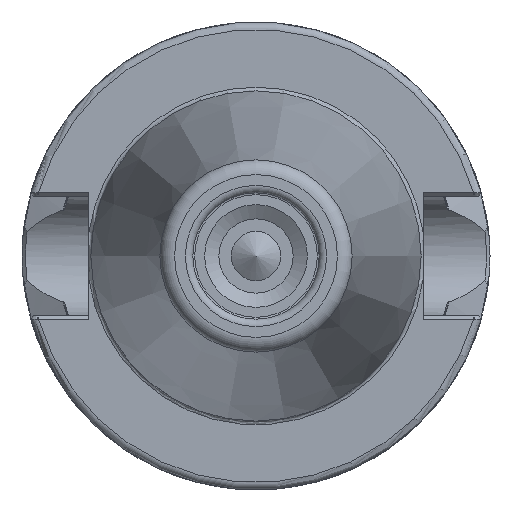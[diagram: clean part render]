
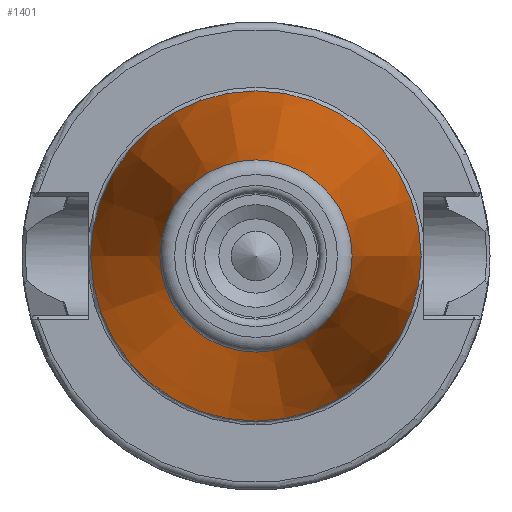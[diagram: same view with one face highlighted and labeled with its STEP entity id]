
A CAD part, left-side view. The second image highlights one B-rep face of the part: STEP entity #1401.
In plain terms, the highlighted conical face has half-angle 8.297 degrees and reference radius 17.581 mm.
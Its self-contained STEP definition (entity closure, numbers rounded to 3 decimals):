
#211=FACE_OUTER_BOUND('',#294,.T.);
#294=EDGE_LOOP('',(#1283,#1284,#1285,#1286,#1287,#1288,#1289));
#368=LINE('',#3066,#436);
#436=VECTOR('',#1947,17.581);
#519=CIRCLE('',#1568,12.937);
#520=CIRCLE('',#1569,12.937);
#521=CIRCLE('',#1570,12.937);
#523=CIRCLE('',#1573,22.225);
#524=CIRCLE('',#1574,22.225);
#673=VERTEX_POINT('',#3054);
#674=VERTEX_POINT('',#3055);
#675=VERTEX_POINT('',#3057);
#676=VERTEX_POINT('',#3062);
#677=VERTEX_POINT('',#3063);
#880=EDGE_CURVE('',#673,#674,#519,.T.);
#881=EDGE_CURVE('',#675,#673,#520,.T.);
#882=EDGE_CURVE('',#674,#675,#521,.T.);
#884=EDGE_CURVE('',#676,#677,#523,.T.);
#885=EDGE_CURVE('',#677,#676,#524,.T.);
#886=EDGE_CURVE('',#677,#675,#368,.T.);
#1283=ORIENTED_EDGE('',*,*,#884,.F.);
#1284=ORIENTED_EDGE('',*,*,#885,.F.);
#1285=ORIENTED_EDGE('',*,*,#886,.T.);
#1286=ORIENTED_EDGE('',*,*,#881,.T.);
#1287=ORIENTED_EDGE('',*,*,#880,.T.);
#1288=ORIENTED_EDGE('',*,*,#882,.T.);
#1289=ORIENTED_EDGE('',*,*,#886,.F.);
#1331=CONICAL_SURFACE('',#1572,17.581,0.145);
#1401=ADVANCED_FACE('',(#211),#1331,.T.);
#1568=AXIS2_PLACEMENT_3D('',#3056,#1933,#1934);
#1569=AXIS2_PLACEMENT_3D('',#3058,#1935,#1936);
#1570=AXIS2_PLACEMENT_3D('',#3059,#1937,#1938);
#1572=AXIS2_PLACEMENT_3D('',#3061,#1941,#1942);
#1573=AXIS2_PLACEMENT_3D('',#3064,#1943,#1944);
#1574=AXIS2_PLACEMENT_3D('',#3065,#1945,#1946);
#1933=DIRECTION('center_axis',(1.,0.,0.));
#1934=DIRECTION('ref_axis',(0.,0.,-1.));
#1935=DIRECTION('center_axis',(1.,0.,0.));
#1936=DIRECTION('ref_axis',(0.,0.,-1.));
#1937=DIRECTION('center_axis',(1.,0.,0.));
#1938=DIRECTION('ref_axis',(0.,0.,-1.));
#1941=DIRECTION('center_axis',(1.,0.,0.));
#1942=DIRECTION('ref_axis',(0.,1.,0.));
#1943=DIRECTION('center_axis',(1.,0.,0.));
#1944=DIRECTION('ref_axis',(0.,0.,-1.));
#1945=DIRECTION('center_axis',(1.,0.,0.));
#1946=DIRECTION('ref_axis',(0.,0.,-1.));
#1947=DIRECTION('',(-0.99,0.144,0.));
#3054=CARTESIAN_POINT('',(-63.689,12.937,0.));
#3055=CARTESIAN_POINT('',(-63.689,0.,12.937));
#3056=CARTESIAN_POINT('Origin',(-63.689,0.,
0.));
#3057=CARTESIAN_POINT('',(-63.689,-12.937,0.));
#3058=CARTESIAN_POINT('Origin',(-63.689,0.,
0.));
#3059=CARTESIAN_POINT('Origin',(-63.689,0.,
0.));
#3061=CARTESIAN_POINT('Origin',(-31.844,0.,
0.));
#3062=CARTESIAN_POINT('',(0.,22.225,0.));
#3063=CARTESIAN_POINT('',(0.,-22.225,0.));
#3064=CARTESIAN_POINT('Origin',(0.,0.,
0.));
#3065=CARTESIAN_POINT('Origin',(0.,0.,
0.));
#3066=CARTESIAN_POINT('',(-31.844,-17.581,0.));
